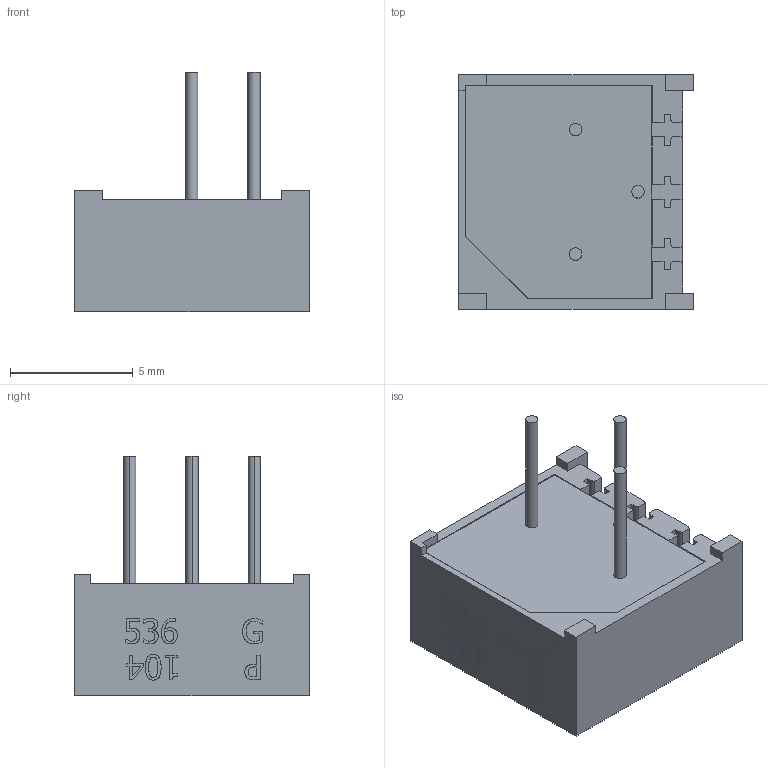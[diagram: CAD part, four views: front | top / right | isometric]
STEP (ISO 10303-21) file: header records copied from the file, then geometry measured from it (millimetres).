
FILE_DESCRIPTION (( 'STEP AP214' ), '1' );
FILE_NAME ('User Library-790104.STEP', '2017-02-20T20:47:29', ( 'Windows User' ), ( '' ), 'SwSTEP 2.0', 'SolidWorks 2017', '' );
FILE_SCHEMA (( 'AUTOMOTIVE_DESIGN' ));
Length unit declared in the file: millimetre
Products named in the file (1): User Library-790104
Bounding box: 9.58 x 9.58 x 9.79 mm (x, y, z)
Volume: 380 mm3; surface area: 559.1 mm2
Topology: 1 solids, 1 shells, 810 faces, 2191 edges, 1443 vertices
Faces by surface type: plane 418, bspline 338, cylinder 46, cone 8
Entity records: 29156 total; most frequent: CARTESIAN_POINT 9056, ORIENTED_EDGE 4382, DIRECTION 2572, EDGE_CURVE 2191, VERTEX_POINT 1443, VECTOR 1402, LINE 1402, EDGE_LOOP 872
